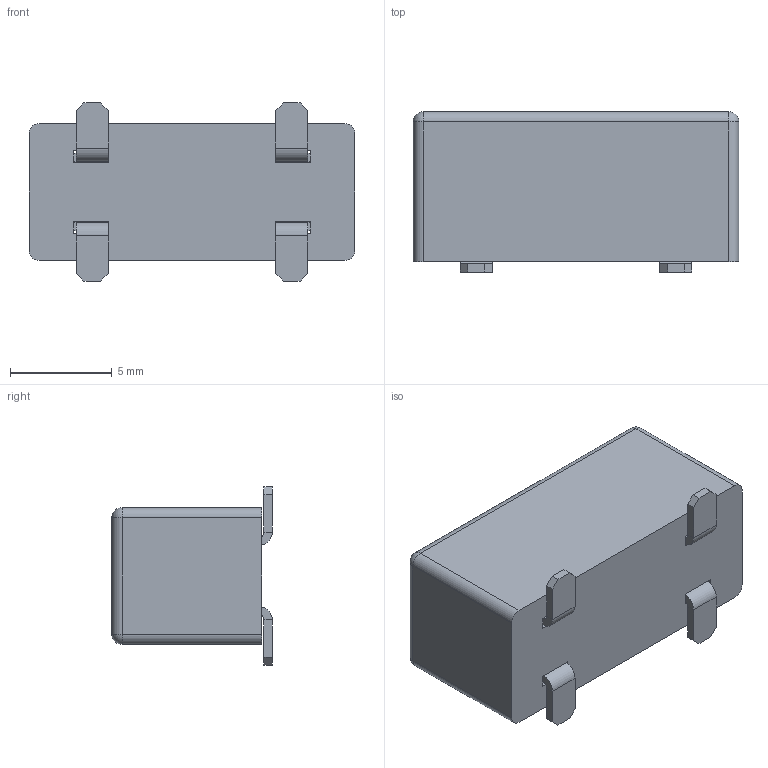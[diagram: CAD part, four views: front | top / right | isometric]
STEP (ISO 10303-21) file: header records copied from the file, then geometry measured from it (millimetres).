
FILE_DESCRIPTION (( 'STEP AP214' ), '1' );
FILE_NAME ('3588.STEP', '2015-01-13T19:24:57', ( '' ), ( '' ), 'SwSTEP 2.0', 'SolidWorks 2013', '' );
FILE_SCHEMA (( 'AUTOMOTIVE_DESIGN' ));
Length unit declared in the file: inch
Products named in the file (1): 3588
Bounding box: 16 x 7.88 x 8.76 mm (x, y, z)
Volume: 612.2 mm3; surface area: 1273 mm2
Topology: 3 solids, 3 shells, 282 faces, 700 edges, 420 vertices
Faces by surface type: plane 228, cylinder 50, sphere 4
Entity records: 11830 total; most frequent: CARTESIAN_POINT 1423, ORIENTED_EDGE 1392, DIRECTION 1354, EDGE_CURVE 696, LINE 588, VECTOR 588, VERTEX_POINT 420, AXIS2_PLACEMENT_3D 383
